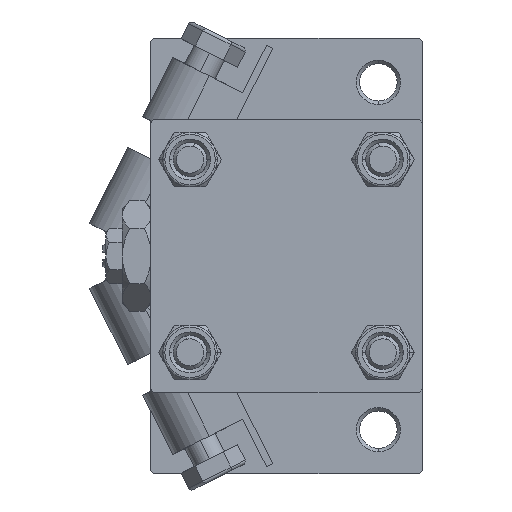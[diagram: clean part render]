
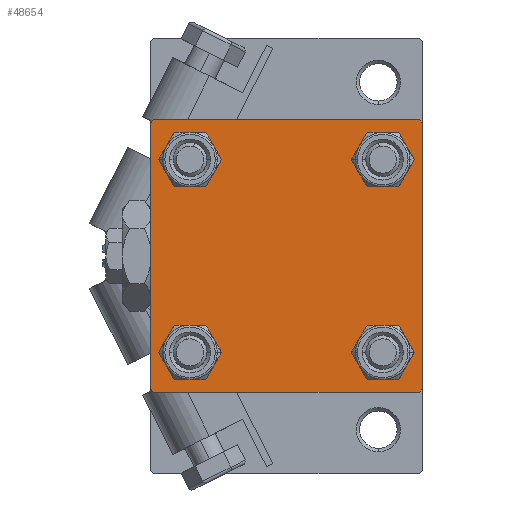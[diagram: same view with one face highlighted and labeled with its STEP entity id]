
A CAD part, left-side view. The second image highlights one B-rep face of the part: STEP entity #48654.
In plain terms, the highlighted planar face has unit normal (-1, 0, 0).
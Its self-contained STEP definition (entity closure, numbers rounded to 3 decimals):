
#194 = VERTEX_POINT ( 'NONE', #12306 ) ;
#542 = ORIENTED_EDGE ( 'NONE', *, *, #45533, .T. ) ;
#766 = CARTESIAN_POINT ( 'NONE',  ( 0., 19.75, 19.75 ) ) ;
#817 = EDGE_CURVE ( 'NONE', #194, #10376, #30230, .T. ) ;
#1221 = DIRECTION ( 'NONE',  ( 1., 0., 0. ) ) ;
#1307 = CIRCLE ( 'NONE', #23987, 3. ) ;
#1436 = VECTOR ( 'NONE', #7773, 1000. ) ;
#1450 = EDGE_CURVE ( 'NONE', #37485, #49149, #50050, .T. ) ;
#1909 = CARTESIAN_POINT ( 'NONE',  ( 0., 14.15, -17.15 ) ) ;
#3410 = CARTESIAN_POINT ( 'NONE',  ( 0., 14.15, -11.15 ) ) ;
#3835 = EDGE_CURVE ( 'NONE', #31375, #15176, #29910, .T. ) ;
#3843 = DIRECTION ( 'NONE',  ( 1., 0., 0. ) ) ;
#3962 = CARTESIAN_POINT ( 'NONE',  ( 0., -19.75, -19.75 ) ) ;
#4026 = CARTESIAN_POINT ( 'NONE',  ( 0., 20., 20. ) ) ;
#4655 = DIRECTION ( 'NONE',  ( 0., 0., 1. ) ) ;
#4741 = EDGE_CURVE ( 'NONE', #18952, #42251, #16171, .T. ) ;
#5062 = DIRECTION ( 'NONE',  ( 1., 0., 0. ) ) ;
#6007 = CIRCLE ( 'NONE', #14101, 3. ) ;
#7298 = DIRECTION ( 'NONE',  ( 0., -0.707, -0.707 ) ) ;
#7349 = LINE ( 'NONE', #4026, #46274 ) ;
#7438 = AXIS2_PLACEMENT_3D ( 'NONE', #31191, #5062, #23574 ) ;
#7532 = DIRECTION ( 'NONE',  ( 0., 0., 1. ) ) ;
#7773 = DIRECTION ( 'NONE',  ( 0., -0.707, 0.707 ) ) ;
#7787 = DIRECTION ( 'NONE',  ( 0., 0., 1. ) ) ;
#8256 = CARTESIAN_POINT ( 'NONE',  ( 0., -20., -19.5 ) ) ;
#8354 = ORIENTED_EDGE ( 'NONE', *, *, #19245, .T. ) ;
#8364 = CARTESIAN_POINT ( 'NONE',  ( 0., 14.15, 11.15 ) ) ;
#9248 = CARTESIAN_POINT ( 'NONE',  ( 0., -14.15, -14.15 ) ) ;
#9343 = DIRECTION ( 'NONE',  ( 0., 0., 1. ) ) ;
#10082 = FACE_BOUND ( 'NONE', #11349, .T. ) ;
#10342 = CARTESIAN_POINT ( 'NONE',  ( 0., 19.75, -19.75 ) ) ;
#10376 = VERTEX_POINT ( 'NONE', #8256 ) ;
#10517 = CARTESIAN_POINT ( 'NONE',  ( 0., 20., 20. ) ) ;
#10670 = EDGE_CURVE ( 'NONE', #194, #49149, #11010, .T. ) ;
#10981 = VERTEX_POINT ( 'NONE', #25021 ) ;
#11010 = LINE ( 'NONE', #26476, #24459 ) ;
#11185 = LINE ( 'NONE', #34263, #31929 ) ;
#11349 = EDGE_LOOP ( 'NONE', ( #38583, #26420 ) ) ;
#11793 = EDGE_CURVE ( 'NONE', #39874, #10981, #7349, .T. ) ;
#12306 = CARTESIAN_POINT ( 'NONE',  ( 0., -20., 19.5 ) ) ;
#12713 = EDGE_CURVE ( 'NONE', #38545, #31594, #29282, .T. ) ;
#12950 = CARTESIAN_POINT ( 'NONE',  ( 0., 14.15, 17.15 ) ) ;
#12986 = ORIENTED_EDGE ( 'NONE', *, *, #1450, .F. ) ;
#13143 = DIRECTION ( 'NONE',  ( -1., 0., 0. ) ) ;
#13764 = AXIS2_PLACEMENT_3D ( 'NONE', #9248, #43229, #24200 ) ;
#14101 = AXIS2_PLACEMENT_3D ( 'NONE', #24419, #47249, #4655 ) ;
#14550 = AXIS2_PLACEMENT_3D ( 'NONE', #49875, #14636, #7787 ) ;
#14624 = LINE ( 'NONE', #3962, #1436 ) ;
#14636 = DIRECTION ( 'NONE',  ( 1., 0., 0. ) ) ;
#14898 = LINE ( 'NONE', #10342, #24474 ) ;
#15130 = DIRECTION ( 'NONE',  ( 1., 0., 0. ) ) ;
#15176 = VERTEX_POINT ( 'NONE', #3410 ) ;
#15893 = ORIENTED_EDGE ( 'NONE', *, *, #10670, .T. ) ;
#16171 = CIRCLE ( 'NONE', #14550, 3. ) ;
#16401 = CARTESIAN_POINT ( 'NONE',  ( 0., 20., 19.5 ) ) ;
#16472 = DIRECTION ( 'NONE',  ( 0., 0.707, -0.707 ) ) ;
#17176 = DIRECTION ( 'NONE',  ( 0., 0., 1. ) ) ;
#18093 = EDGE_LOOP ( 'NONE', ( #43163, #23513 ) ) ;
#18785 = EDGE_CURVE ( 'NONE', #42251, #18952, #31923, .T. ) ;
#18887 = CARTESIAN_POINT ( 'NONE',  ( 0., -19.5, 20. ) ) ;
#18952 = VERTEX_POINT ( 'NONE', #34905 ) ;
#19245 = EDGE_CURVE ( 'NONE', #15176, #31375, #6007, .T. ) ;
#20404 = ORIENTED_EDGE ( 'NONE', *, *, #3835, .T. ) ;
#20989 = AXIS2_PLACEMENT_3D ( 'NONE', #37965, #15130, #7532 ) ;
#21391 = EDGE_LOOP ( 'NONE', ( #34939, #30403 ) ) ;
#22293 = DIRECTION ( 'NONE',  ( 0., 0., -1. ) ) ;
#22636 = CIRCLE ( 'NONE', #29114, 3. ) ;
#23279 = EDGE_CURVE ( 'NONE', #32658, #28748, #1307, .T. ) ;
#23481 = CARTESIAN_POINT ( 'NONE',  ( 0., -14.15, -11.15 ) ) ;
#23513 = ORIENTED_EDGE ( 'NONE', *, *, #23279, .T. ) ;
#23574 = DIRECTION ( 'NONE',  ( 0., 0., 1. ) ) ;
#23987 = AXIS2_PLACEMENT_3D ( 'NONE', #36632, #24955, #28515 ) ;
#24132 = VECTOR ( 'NONE', #26159, 1000. ) ;
#24200 = DIRECTION ( 'NONE',  ( 0., 0., 1. ) ) ;
#24419 = CARTESIAN_POINT ( 'NONE',  ( 0., 14.15, -14.15 ) ) ;
#24459 = VECTOR ( 'NONE', #41944, 1000. ) ;
#24474 = VECTOR ( 'NONE', #7298, 1000. ) ;
#24955 = DIRECTION ( 'NONE',  ( 1., 0., 0. ) ) ;
#25021 = CARTESIAN_POINT ( 'NONE',  ( 0., 20., -19.5 ) ) ;
#25830 = CARTESIAN_POINT ( 'NONE',  ( 0., -14.15, 17.15 ) ) ;
#26159 = DIRECTION ( 'NONE',  ( 0., 0., -1. ) ) ;
#26420 = ORIENTED_EDGE ( 'NONE', *, *, #12713, .T. ) ;
#26476 = CARTESIAN_POINT ( 'NONE',  ( 0., -19.75, 19.75 ) ) ;
#27811 = CARTESIAN_POINT ( 'NONE',  ( 0., -14.15, -17.15 ) ) ;
#28515 = DIRECTION ( 'NONE',  ( 0., 0., 1. ) ) ;
#28678 = VECTOR ( 'NONE', #16472, 1000. ) ;
#28748 = VERTEX_POINT ( 'NONE', #23481 ) ;
#28856 = CARTESIAN_POINT ( 'NONE',  ( 0., 0., 0. ) ) ;
#29114 = AXIS2_PLACEMENT_3D ( 'NONE', #31714, #3843, #31465 ) ;
#29196 = CARTESIAN_POINT ( 'NONE',  ( 0., -19.5, -20. ) ) ;
#29282 = CIRCLE ( 'NONE', #7438, 3. ) ;
#29352 = FACE_BOUND ( 'NONE', #40565, .T. ) ;
#29910 = CIRCLE ( 'NONE', #20989, 3. ) ;
#30230 = LINE ( 'NONE', #45688, #24132 ) ;
#30403 = ORIENTED_EDGE ( 'NONE', *, *, #4741, .T. ) ;
#31140 = EDGE_CURVE ( 'NONE', #41830, #10376, #14624, .T. ) ;
#31191 = CARTESIAN_POINT ( 'NONE',  ( 0., 14.15, 14.15 ) ) ;
#31375 = VERTEX_POINT ( 'NONE', #1909 ) ;
#31465 = DIRECTION ( 'NONE',  ( 0., 0., 1. ) ) ;
#31594 = VERTEX_POINT ( 'NONE', #12950 ) ;
#31714 = CARTESIAN_POINT ( 'NONE',  ( 0., 14.15, 14.15 ) ) ;
#31923 = CIRCLE ( 'NONE', #32753, 3. ) ;
#31929 = VECTOR ( 'NONE', #49718, 1000. ) ;
#32412 = PLANE ( 'NONE',  #35124 ) ;
#32658 = VERTEX_POINT ( 'NONE', #27811 ) ;
#32753 = AXIS2_PLACEMENT_3D ( 'NONE', #44070, #1221, #17176 ) ;
#33156 = FACE_BOUND ( 'NONE', #21391, .T. ) ;
#34263 = CARTESIAN_POINT ( 'NONE',  ( 0., 20., -20. ) ) ;
#34905 = CARTESIAN_POINT ( 'NONE',  ( 0., -14.15, 11.15 ) ) ;
#34939 = ORIENTED_EDGE ( 'NONE', *, *, #18785, .T. ) ;
#35124 = AXIS2_PLACEMENT_3D ( 'NONE', #28856, #13143, #9343 ) ;
#35258 = LINE ( 'NONE', #766, #28678 ) ;
#35732 = EDGE_CURVE ( 'NONE', #31594, #38545, #22636, .T. ) ;
#36109 = VERTEX_POINT ( 'NONE', #39769 ) ;
#36632 = CARTESIAN_POINT ( 'NONE',  ( 0., -14.15, -14.15 ) ) ;
#37261 = CIRCLE ( 'NONE', #13764, 3. ) ;
#37485 = VERTEX_POINT ( 'NONE', #48312 ) ;
#37965 = CARTESIAN_POINT ( 'NONE',  ( 0., 14.15, -14.15 ) ) ;
#38545 = VERTEX_POINT ( 'NONE', #8364 ) ;
#38583 = ORIENTED_EDGE ( 'NONE', *, *, #35732, .T. ) ;
#38702 = VECTOR ( 'NONE', #49296, 1000. ) ;
#38777 = ORIENTED_EDGE ( 'NONE', *, *, #11793, .T. ) ;
#39769 = CARTESIAN_POINT ( 'NONE',  ( 0., 19.5, -20. ) ) ;
#39874 = VERTEX_POINT ( 'NONE', #16401 ) ;
#40034 = EDGE_CURVE ( 'NONE', #28748, #32658, #37261, .T. ) ;
#40565 = EDGE_LOOP ( 'NONE', ( #8354, #20404 ) ) ;
#41020 = FACE_OUTER_BOUND ( 'NONE', #43980, .T. ) ;
#41830 = VERTEX_POINT ( 'NONE', #29196 ) ;
#41944 = DIRECTION ( 'NONE',  ( 0., 0.707, 0.707 ) ) ;
#42251 = VERTEX_POINT ( 'NONE', #25830 ) ;
#43163 = ORIENTED_EDGE ( 'NONE', *, *, #40034, .T. ) ;
#43229 = DIRECTION ( 'NONE',  ( 1., 0., 0. ) ) ;
#43980 = EDGE_LOOP ( 'NONE', ( #38777, #542, #47792, #47212, #47567, #15893, #12986, #44025 ) ) ;
#44025 = ORIENTED_EDGE ( 'NONE', *, *, #49964, .T. ) ;
#44070 = CARTESIAN_POINT ( 'NONE',  ( 0., -14.15, 14.15 ) ) ;
#45533 = EDGE_CURVE ( 'NONE', #10981, #36109, #14898, .T. ) ;
#45688 = CARTESIAN_POINT ( 'NONE',  ( 0., -20., 20. ) ) ;
#46274 = VECTOR ( 'NONE', #22293, 1000. ) ;
#47212 = ORIENTED_EDGE ( 'NONE', *, *, #31140, .T. ) ;
#47249 = DIRECTION ( 'NONE',  ( 1., 0., 0. ) ) ;
#47567 = ORIENTED_EDGE ( 'NONE', *, *, #817, .F. ) ;
#47792 = ORIENTED_EDGE ( 'NONE', *, *, #49884, .T. ) ;
#48312 = CARTESIAN_POINT ( 'NONE',  ( 0., 19.5, 20. ) ) ;
#48364 = FACE_BOUND ( 'NONE', #18093, .T. ) ;
#48654 = ADVANCED_FACE ( 'NONE', ( #33156, #48364, #29352, #10082, #41020 ), #32412, .T. ) ;
#49149 = VERTEX_POINT ( 'NONE', #18887 ) ;
#49296 = DIRECTION ( 'NONE',  ( 0., -1., 0. ) ) ;
#49718 = DIRECTION ( 'NONE',  ( 0., -1., 0. ) ) ;
#49875 = CARTESIAN_POINT ( 'NONE',  ( 0., -14.15, 14.15 ) ) ;
#49884 = EDGE_CURVE ( 'NONE', #36109, #41830, #11185, .T. ) ;
#49964 = EDGE_CURVE ( 'NONE', #37485, #39874, #35258, .T. ) ;
#50050 = LINE ( 'NONE', #10517, #38702 ) ;
